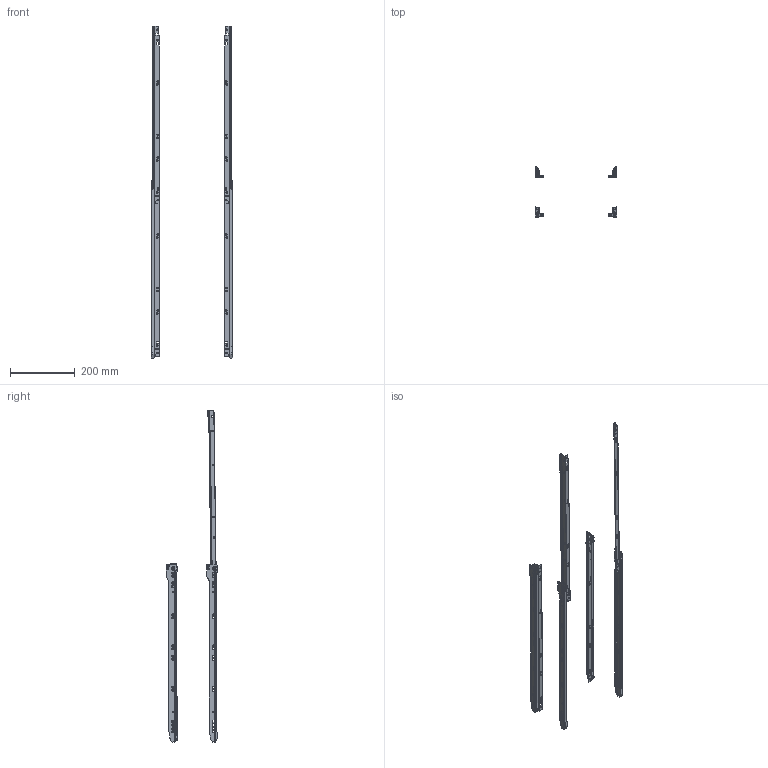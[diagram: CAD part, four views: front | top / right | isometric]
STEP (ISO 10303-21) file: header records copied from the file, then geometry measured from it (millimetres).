
FILE_DESCRIPTION (( 'STEP AP214' ), '1' );
FILE_NAME ('04306-Drawer Slides Pair White 550mm 30kg Load.STEP', '2018-10-18T20:23:51', ( '' ), ( '' ), 'SwSTEP 2.0', 'SolidWorks 2018', '' );
FILE_SCHEMA (( 'AUTOMOTIVE_DESIGN' ));
Length unit declared in the file: millimetre
Products named in the file (6): 4306 - Cabinet LH Slider; 4306 - Cabinet RH Slider; 4306 - Drawer RH Slider; 4306 - Drawer LH Slider; 4306 - Roller; 04306-Drawer Slides Pair White 550mm 30kg Load
Assembly tree (16 placements, depth 2):
  04306-Drawer Slides Pair White 550mm 30kg Load
    4306 - Cabinet RH Slider  x2
    4306 - Drawer RH Slider  x2
    4306 - Roller  x8
    4306 - Cabinet LH Slider  x2
    4306 - Drawer LH Slider  x2
Bounding box: 250 x 158.8 x 1024.26 mm (x, y, z)
Volume: 237284.2 mm3; surface area: 354467.7 mm2
Topology: 16 solids, 16 shells, 2018 faces, 5364 edges, 3472 vertices
Faces by surface type: plane 790, cylinder 620, bspline 544, cone 48, torus 16
Entity records: 46605 total; most frequent: CARTESIAN_POINT 24080, ORIENTED_EDGE 5100, DIRECTION 3692, EDGE_CURVE 2550, VERTEX_POINT 1652, LINE 1274, VECTOR 1274, AXIS2_PLACEMENT_3D 1209
